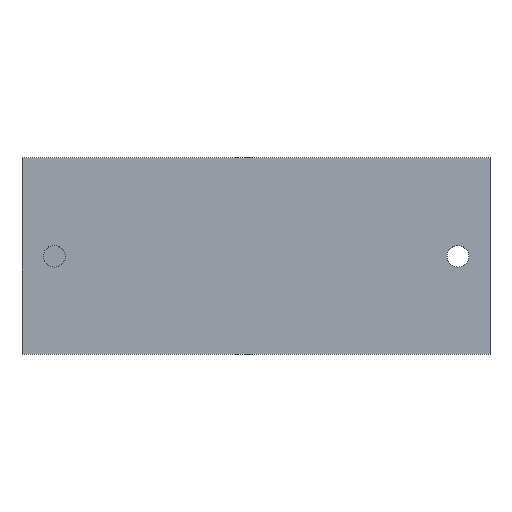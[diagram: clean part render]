
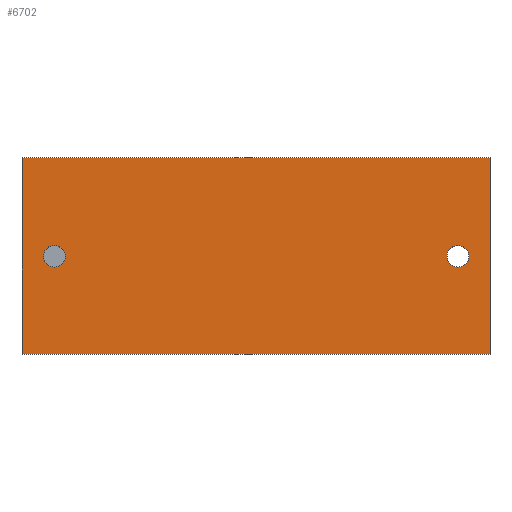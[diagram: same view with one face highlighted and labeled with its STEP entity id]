
A CAD part, top view. The second image highlights one B-rep face of the part: STEP entity #6702.
In plain terms, the highlighted planar face has unit normal (0, 0, 1).
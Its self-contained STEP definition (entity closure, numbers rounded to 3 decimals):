
#5936 = VERTEX_POINT('',#5937);
#5937 = CARTESIAN_POINT('',(-23.48,-43.55,17.));
#5943 = EDGE_CURVE('',#5936,#5944,#5946,.T.);
#5944 = VERTEX_POINT('',#5945);
#5945 = CARTESIAN_POINT('',(-23.48,1.81,17.));
#5946 = LINE('',#5947,#5948);
#5947 = CARTESIAN_POINT('',(-23.48,-43.55,17.));
#5948 = VECTOR('',#5949,1.);
#5949 = DIRECTION('',(0.,1.,0.));
#6684 = EDGE_CURVE('',#5944,#6685,#6687,.T.);
#6685 = VERTEX_POINT('',#6686);
#6686 = CARTESIAN_POINT('',(84.38,1.81,17.));
#6687 = LINE('',#6688,#6689);
#6688 = CARTESIAN_POINT('',(-23.48,1.81,17.));
#6689 = VECTOR('',#6690,1.);
#6690 = DIRECTION('',(1.,0.,0.));
#6702 = ADVANCED_FACE('',(#6703,#6721,#6732),#6743,.T.);
#6703 = FACE_BOUND('',#6704,.T.);
#6704 = EDGE_LOOP('',(#6705,#6706,#6714,#6720));
#6705 = ORIENTED_EDGE('',*,*,#5943,.F.);
#6706 = ORIENTED_EDGE('',*,*,#6707,.F.);
#6707 = EDGE_CURVE('',#6708,#5936,#6710,.T.);
#6708 = VERTEX_POINT('',#6709);
#6709 = CARTESIAN_POINT('',(84.38,-43.55,17.));
#6710 = LINE('',#6711,#6712);
#6711 = CARTESIAN_POINT('',(84.38,-43.55,17.));
#6712 = VECTOR('',#6713,1.);
#6713 = DIRECTION('',(-1.,0.,0.));
#6714 = ORIENTED_EDGE('',*,*,#6715,.F.);
#6715 = EDGE_CURVE('',#6685,#6708,#6716,.T.);
#6716 = LINE('',#6717,#6718);
#6717 = CARTESIAN_POINT('',(84.38,1.81,17.));
#6718 = VECTOR('',#6719,1.);
#6719 = DIRECTION('',(0.,-1.,0.));
#6720 = ORIENTED_EDGE('',*,*,#6684,.F.);
#6721 = FACE_BOUND('',#6722,.T.);
#6722 = EDGE_LOOP('',(#6723));
#6723 = ORIENTED_EDGE('',*,*,#6724,.F.);
#6724 = EDGE_CURVE('',#6725,#6725,#6727,.T.);
#6725 = VERTEX_POINT('',#6726);
#6726 = CARTESIAN_POINT('',(76.982,-18.456,17.));
#6727 = CIRCLE('',#6728,2.5);
#6728 = AXIS2_PLACEMENT_3D('',#6729,#6730,#6731);
#6729 = CARTESIAN_POINT('',(76.982,-20.956,17.));
#6730 = DIRECTION('',(0.,0.,1.));
#6731 = DIRECTION('',(0.,1.,0.));
#6732 = FACE_BOUND('',#6733,.T.);
#6733 = EDGE_LOOP('',(#6734));
#6734 = ORIENTED_EDGE('',*,*,#6735,.F.);
#6735 = EDGE_CURVE('',#6736,#6736,#6738,.T.);
#6736 = VERTEX_POINT('',#6737);
#6737 = CARTESIAN_POINT('',(-16.018,-18.456,17.));
#6738 = CIRCLE('',#6739,2.5);
#6739 = AXIS2_PLACEMENT_3D('',#6740,#6741,#6742);
#6740 = CARTESIAN_POINT('',(-16.018,-20.956,17.));
#6741 = DIRECTION('',(0.,0.,1.));
#6742 = DIRECTION('',(0.,1.,0.));
#6743 = PLANE('',#6744);
#6744 = AXIS2_PLACEMENT_3D('',#6745,#6746,#6747);
#6745 = CARTESIAN_POINT('',(30.45,-20.87,17.));
#6746 = DIRECTION('',(0.,0.,1.));
#6747 = DIRECTION('',(0.,1.,0.));
